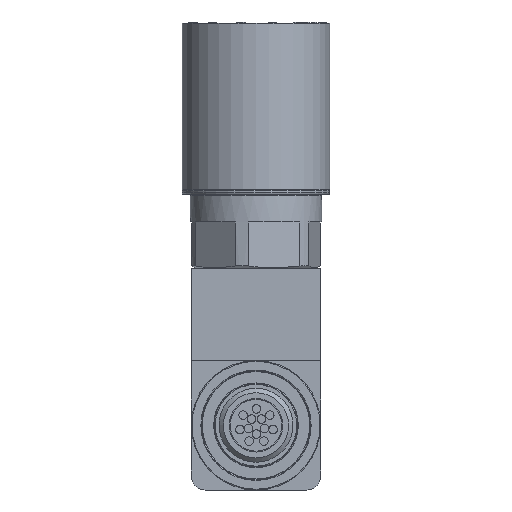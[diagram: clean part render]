
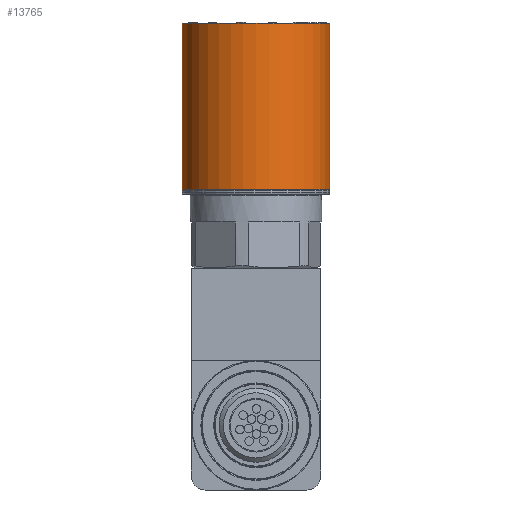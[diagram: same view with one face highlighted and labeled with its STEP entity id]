
A CAD part, front view. The second image highlights one B-rep face of the part: STEP entity #13765.
In plain terms, the highlighted cylindrical face has radius 12.7 mm (diameter 25.4 mm), a full revolution.
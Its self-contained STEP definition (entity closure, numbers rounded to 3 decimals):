
#1141=CYLINDRICAL_SURFACE('',#15131,12.7);
#1356=FACE_OUTER_BOUND('',#2125,.T.);
#2125=EDGE_LOOP('',(#9938,#9939,#9940,#9941));
#3084=LINE('',#21784,#3952);
#3952=VECTOR('',#17787,12.7);
#5076=CIRCLE('',#15132,12.7);
#5077=CIRCLE('',#15133,12.7);
#6021=VERTEX_POINT('',#21781);
#6022=VERTEX_POINT('',#21783);
#7529=EDGE_CURVE('',#6021,#6021,#5076,.T.);
#7530=EDGE_CURVE('',#6021,#6022,#3084,.T.);
#7531=EDGE_CURVE('',#6022,#6022,#5077,.T.);
#9938=ORIENTED_EDGE('',*,*,#7529,.T.);
#9939=ORIENTED_EDGE('',*,*,#7530,.T.);
#9940=ORIENTED_EDGE('',*,*,#7531,.F.);
#9941=ORIENTED_EDGE('',*,*,#7530,.F.);
#13765=ADVANCED_FACE('',(#1356),#1141,.T.);
#15131=AXIS2_PLACEMENT_3D('',#21780,#17783,#17784);
#15132=AXIS2_PLACEMENT_3D('',#21782,#17785,#17786);
#15133=AXIS2_PLACEMENT_3D('',#21785,#17788,#17789);
#17783=DIRECTION('center_axis',(0.,0.,-1.));
#17784=DIRECTION('ref_axis',(-1.,0.,0.));
#17785=DIRECTION('center_axis',(0.,0.,1.));
#17786=DIRECTION('ref_axis',(1.,0.,0.));
#17787=DIRECTION('',(0.,0.,1.));
#17788=DIRECTION('center_axis',(0.,0.,1.));
#17789=DIRECTION('ref_axis',(1.,0.,0.));
#21780=CARTESIAN_POINT('Origin',(-26.434,9.256,92.572));
#21781=CARTESIAN_POINT('',(-13.734,9.256,63.997));
#21782=CARTESIAN_POINT('Origin',(-26.434,9.256,63.997));
#21783=CARTESIAN_POINT('',(-13.734,9.256,92.572));
#21784=CARTESIAN_POINT('',(-13.734,9.256,92.572));
#21785=CARTESIAN_POINT('Origin',(-26.434,9.256,92.572));
